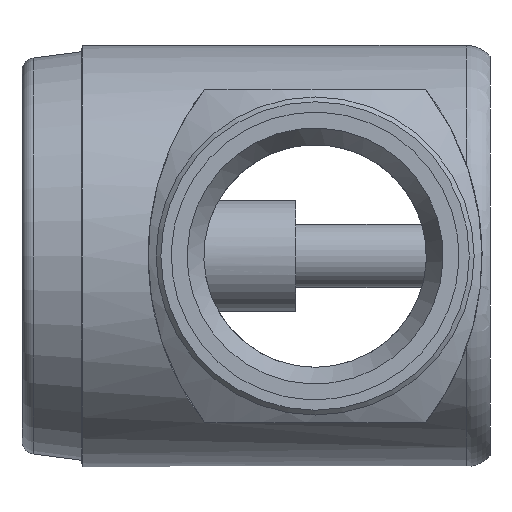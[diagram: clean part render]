
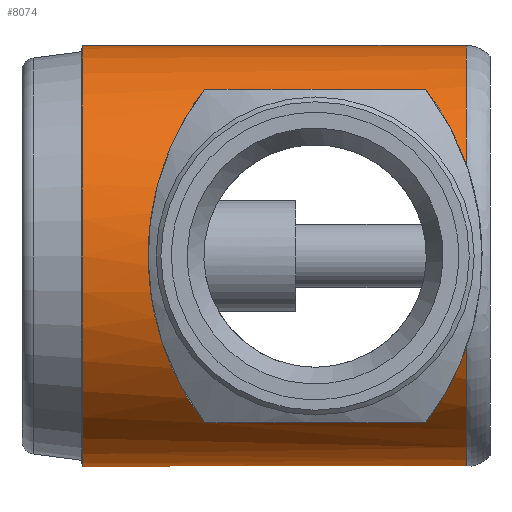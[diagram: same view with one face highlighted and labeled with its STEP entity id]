
A CAD part, left-side view. The second image highlights one B-rep face of the part: STEP entity #8074.
In plain terms, the highlighted cylindrical face has radius 13.25 mm (diameter 26.5 mm), a full revolution.
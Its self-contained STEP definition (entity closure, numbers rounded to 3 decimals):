
#485=CYLINDRICAL_SURFACE('',#8556,13.25);
#784=FACE_OUTER_BOUND('',#1255,.T.);
#1255=EDGE_LOOP('',(#6851,#6852,#6853,#6854,#6855,#6856,#6857,#6858,#6859,
#6860,#6861,#6862,#6863,#6864,#6865,#6866,#6867));
#1597=B_SPLINE_CURVE_WITH_KNOTS('',3,(#19664,#19665,#19666,#19667,#19668,
#19669),.UNSPECIFIED.,.F.,.F.,(4,2,4),(6.953,7.41,
7.595),.UNSPECIFIED.);
#1598=B_SPLINE_CURVE_WITH_KNOTS('',3,(#19673,#19674,#19675,#19676,#19677,
#19678,#19679,#19680,#19681,#19682,#19683,#19684,#19685,#19686,#19687,#19688,
#19689,#19690),.UNSPECIFIED.,.F.,.F.,(4,2,2,2,2,2,2,2,4),(0.888,
1.073,1.597,1.859,2.121,2.383,
2.645,3.168,3.353),.UNSPECIFIED.);
#1599=B_SPLINE_CURVE_WITH_KNOTS('',3,(#19693,#19694,#19695,#19696,#19697,
#19698),.UNSPECIFIED.,.F.,.F.,(4,2,4),(5.13,5.315,
5.771),.UNSPECIFIED.);
#1600=B_SPLINE_CURVE_WITH_KNOTS('',3,(#19701,#19702,#19703,#19704,#19705,
#19706),.UNSPECIFIED.,.F.,.F.,(4,2,4),(-5.771,-5.315,
-5.13),.UNSPECIFIED.);
#1601=B_SPLINE_CURVE_WITH_KNOTS('',3,(#19710,#19711,#19712,#19713,#19714,
#19715,#19716,#19717,#19718,#19719,#19720,#19721,#19722,#19723,#19724,#19725,
#19726,#19727),.UNSPECIFIED.,.F.,.F.,(4,2,2,2,2,2,2,2,4),(-3.353,
-3.168,-2.645,-2.383,-2.121,
-1.859,-1.597,-1.073,-0.888),
 .UNSPECIFIED.);
#1602=B_SPLINE_CURVE_WITH_KNOTS('',3,(#19730,#19731,#19732,#19733,#19734,
#19735),.UNSPECIFIED.,.F.,.F.,(4,2,4),(-7.595,-7.41,
-6.953),.UNSPECIFIED.);
#2266=LINE('',#19671,#2936);
#2267=LINE('',#19692,#2937);
#2268=LINE('',#19699,#2938);
#2269=LINE('',#19708,#2939);
#2270=LINE('',#19729,#2940);
#2936=VECTOR('',#9845,1000.);
#2937=VECTOR('',#9846,1000.);
#2938=VECTOR('',#9847,13.25);
#2939=VECTOR('',#9848,1000.);
#2940=VECTOR('',#9849,1000.);
#3162=CIRCLE('',#8532,13.25);
#3163=CIRCLE('',#8533,13.25);
#3176=CIRCLE('',#8553,13.25);
#3177=CIRCLE('',#8554,13.25);
#3178=CIRCLE('',#8555,13.25);
#3788=VERTEX_POINT('',#19583);
#3789=VERTEX_POINT('',#19584);
#3800=VERTEX_POINT('',#19621);
#3801=VERTEX_POINT('',#19623);
#3802=VERTEX_POINT('',#19625);
#3803=VERTEX_POINT('',#19642);
#3804=VERTEX_POINT('',#19644);
#3805=VERTEX_POINT('',#19663);
#3806=VERTEX_POINT('',#19670);
#3807=VERTEX_POINT('',#19672);
#3808=VERTEX_POINT('',#19691);
#3809=VERTEX_POINT('',#19700);
#3810=VERTEX_POINT('',#19707);
#3811=VERTEX_POINT('',#19709);
#3812=VERTEX_POINT('',#19728);
#4833=EDGE_CURVE('',#3788,#3789,#3162,.T.);
#4834=EDGE_CURVE('',#3789,#3788,#3163,.T.);
#4853=EDGE_CURVE('',#3800,#3801,#3176,.T.);
#4855=EDGE_CURVE('',#3802,#3803,#3177,.T.);
#4857=EDGE_CURVE('',#3804,#3800,#3178,.T.);
#4858=EDGE_CURVE('',#3802,#3805,#1597,.T.);
#4859=EDGE_CURVE('',#3805,#3806,#2266,.T.);
#4860=EDGE_CURVE('',#3806,#3807,#1598,.T.);
#4861=EDGE_CURVE('',#3807,#3808,#2267,.T.);
#4862=EDGE_CURVE('',#3808,#3801,#1599,.T.);
#4863=EDGE_CURVE('',#3800,#3789,#2268,.T.);
#4864=EDGE_CURVE('',#3804,#3809,#1600,.T.);
#4865=EDGE_CURVE('',#3809,#3810,#2269,.T.);
#4866=EDGE_CURVE('',#3810,#3811,#1601,.T.);
#4867=EDGE_CURVE('',#3811,#3812,#2270,.T.);
#4868=EDGE_CURVE('',#3812,#3803,#1602,.T.);
#6851=ORIENTED_EDGE('',*,*,#4855,.F.);
#6852=ORIENTED_EDGE('',*,*,#4858,.T.);
#6853=ORIENTED_EDGE('',*,*,#4859,.T.);
#6854=ORIENTED_EDGE('',*,*,#4860,.T.);
#6855=ORIENTED_EDGE('',*,*,#4861,.T.);
#6856=ORIENTED_EDGE('',*,*,#4862,.T.);
#6857=ORIENTED_EDGE('',*,*,#4853,.F.);
#6858=ORIENTED_EDGE('',*,*,#4863,.T.);
#6859=ORIENTED_EDGE('',*,*,#4834,.T.);
#6860=ORIENTED_EDGE('',*,*,#4833,.T.);
#6861=ORIENTED_EDGE('',*,*,#4863,.F.);
#6862=ORIENTED_EDGE('',*,*,#4857,.F.);
#6863=ORIENTED_EDGE('',*,*,#4864,.T.);
#6864=ORIENTED_EDGE('',*,*,#4865,.T.);
#6865=ORIENTED_EDGE('',*,*,#4866,.T.);
#6866=ORIENTED_EDGE('',*,*,#4867,.T.);
#6867=ORIENTED_EDGE('',*,*,#4868,.T.);
#8074=ADVANCED_FACE('',(#784),#485,.T.);
#8532=AXIS2_PLACEMENT_3D('',#19585,#9789,#9790);
#8533=AXIS2_PLACEMENT_3D('',#19586,#9791,#9792);
#8553=AXIS2_PLACEMENT_3D('',#19624,#9837,#9838);
#8554=AXIS2_PLACEMENT_3D('',#19643,#9839,#9840);
#8555=AXIS2_PLACEMENT_3D('',#19661,#9841,#9842);
#8556=AXIS2_PLACEMENT_3D('',#19662,#9843,#9844);
#9789=DIRECTION('center_axis',(0.,-1.,0.));
#9790=DIRECTION('ref_axis',(0.,0.,-1.));
#9791=DIRECTION('center_axis',(0.,-1.,0.));
#9792=DIRECTION('ref_axis',(0.,0.,-1.));
#9837=DIRECTION('center_axis',(0.,-1.,0.));
#9838=DIRECTION('ref_axis',(0.,0.,-1.));
#9839=DIRECTION('center_axis',(0.,-1.,0.));
#9840=DIRECTION('ref_axis',(0.,0.,-1.));
#9841=DIRECTION('center_axis',(0.,-1.,0.));
#9842=DIRECTION('ref_axis',(0.,0.,-1.));
#9843=DIRECTION('center_axis',(0.,-1.,0.));
#9844=DIRECTION('ref_axis',(0.,0.,-1.));
#9845=DIRECTION('',(0.,1.,0.));
#9846=DIRECTION('',(0.,-1.,0.));
#9847=DIRECTION('',(0.,1.,0.));
#9848=DIRECTION('',(0.,1.,0.));
#9849=DIRECTION('',(0.,-1.,0.));
#19583=CARTESIAN_POINT('',(0.,14.629,-13.25));
#19584=CARTESIAN_POINT('',(0.,14.629,13.25));
#19585=CARTESIAN_POINT('Origin',(0.,14.629,0.));
#19586=CARTESIAN_POINT('Origin',(0.,14.629,0.));
#19621=CARTESIAN_POINT('',(0.,-9.5,13.25));
#19623=CARTESIAN_POINT('',(-11.915,-9.5,5.797));
#19624=CARTESIAN_POINT('Origin',(0.,-9.5,0.));
#19625=CARTESIAN_POINT('',(-11.915,-9.5,-5.797));
#19642=CARTESIAN_POINT('',(11.915,-9.5,-5.797));
#19643=CARTESIAN_POINT('Origin',(0.,-9.5,0.));
#19644=CARTESIAN_POINT('',(11.915,-9.5,5.797));
#19661=CARTESIAN_POINT('Origin',(0.,-9.5,0.));
#19662=CARTESIAN_POINT('Origin',(0.,0.,0.));
#19663=CARTESIAN_POINT('',(-8.082,-6.949,-10.5));
#19664=CARTESIAN_POINT('Ctrl Pts',(-11.915,-9.5,-5.797));
#19665=CARTESIAN_POINT('Ctrl Pts',(-11.246,-9.011,
-7.171));
#19666=CARTESIAN_POINT('Ctrl Pts',(-10.349,-8.375,
-8.389));
#19667=CARTESIAN_POINT('Ctrl Pts',(-8.972,-7.488,
-9.766));
#19668=CARTESIAN_POINT('Ctrl Pts',(-8.542,-7.22,
-10.146));
#19669=CARTESIAN_POINT('Ctrl Pts',(-8.082,-6.949,
-10.5));
#19670=CARTESIAN_POINT('',(-8.082,6.949,-10.5));
#19671=CARTESIAN_POINT('',(-8.082,0.,-10.5));
#19672=CARTESIAN_POINT('',(-8.082,6.949,10.5));
#19673=CARTESIAN_POINT('Ctrl Pts',(-8.082,6.949,-10.5));
#19674=CARTESIAN_POINT('Ctrl Pts',(-8.542,7.22,-10.146));
#19675=CARTESIAN_POINT('Ctrl Pts',(-8.972,7.488,-9.766));
#19676=CARTESIAN_POINT('Ctrl Pts',(-10.493,8.467,-8.246));
#19677=CARTESIAN_POINT('Ctrl Pts',(-11.504,9.196,-6.806));
#19678=CARTESIAN_POINT('Ctrl Pts',(-12.54,9.961,-4.37));
#19679=CARTESIAN_POINT('Ctrl Pts',(-12.807,10.163,-3.512));
#19680=CARTESIAN_POINT('Ctrl Pts',(-13.162,10.433,-1.764));
#19681=CARTESIAN_POINT('Ctrl Pts',(-13.25,10.5,-0.873));
#19682=CARTESIAN_POINT('Ctrl Pts',(-13.25,10.5,0.873));
#19683=CARTESIAN_POINT('Ctrl Pts',(-13.162,10.433,1.764));
#19684=CARTESIAN_POINT('Ctrl Pts',(-12.807,10.163,3.512));
#19685=CARTESIAN_POINT('Ctrl Pts',(-12.54,9.961,4.37));
#19686=CARTESIAN_POINT('Ctrl Pts',(-11.504,9.196,6.806));
#19687=CARTESIAN_POINT('Ctrl Pts',(-10.493,8.467,8.246));
#19688=CARTESIAN_POINT('Ctrl Pts',(-8.972,7.488,9.766));
#19689=CARTESIAN_POINT('Ctrl Pts',(-8.542,7.22,10.146));
#19690=CARTESIAN_POINT('Ctrl Pts',(-8.082,6.949,10.5));
#19691=CARTESIAN_POINT('',(-8.082,-6.949,10.5));
#19692=CARTESIAN_POINT('',(-8.082,0.,10.5));
#19693=CARTESIAN_POINT('Ctrl Pts',(-8.082,-6.949,10.5));
#19694=CARTESIAN_POINT('Ctrl Pts',(-8.542,-7.22,10.146));
#19695=CARTESIAN_POINT('Ctrl Pts',(-8.972,-7.488,
9.766));
#19696=CARTESIAN_POINT('Ctrl Pts',(-10.349,-8.375,
8.389));
#19697=CARTESIAN_POINT('Ctrl Pts',(-11.246,-9.011,
7.171));
#19698=CARTESIAN_POINT('Ctrl Pts',(-11.915,-9.5,5.797));
#19699=CARTESIAN_POINT('',(0.,0.,13.25));
#19700=CARTESIAN_POINT('',(8.082,-6.949,10.5));
#19701=CARTESIAN_POINT('Ctrl Pts',(11.915,-9.5,5.797));
#19702=CARTESIAN_POINT('Ctrl Pts',(11.246,-9.011,7.171));
#19703=CARTESIAN_POINT('Ctrl Pts',(10.349,-8.375,8.389));
#19704=CARTESIAN_POINT('Ctrl Pts',(8.972,-7.488,9.766));
#19705=CARTESIAN_POINT('Ctrl Pts',(8.542,-7.22,10.146));
#19706=CARTESIAN_POINT('Ctrl Pts',(8.082,-6.949,10.5));
#19707=CARTESIAN_POINT('',(8.082,6.949,10.5));
#19708=CARTESIAN_POINT('',(8.082,0.,10.5));
#19709=CARTESIAN_POINT('',(8.082,6.949,-10.5));
#19710=CARTESIAN_POINT('Ctrl Pts',(8.082,6.949,10.5));
#19711=CARTESIAN_POINT('Ctrl Pts',(8.542,7.22,10.146));
#19712=CARTESIAN_POINT('Ctrl Pts',(8.972,7.488,9.766));
#19713=CARTESIAN_POINT('Ctrl Pts',(10.493,8.467,8.246));
#19714=CARTESIAN_POINT('Ctrl Pts',(11.504,9.196,6.806));
#19715=CARTESIAN_POINT('Ctrl Pts',(12.54,9.961,4.37));
#19716=CARTESIAN_POINT('Ctrl Pts',(12.807,10.163,3.512));
#19717=CARTESIAN_POINT('Ctrl Pts',(13.162,10.433,1.764));
#19718=CARTESIAN_POINT('Ctrl Pts',(13.25,10.5,0.873));
#19719=CARTESIAN_POINT('Ctrl Pts',(13.25,10.5,-0.873));
#19720=CARTESIAN_POINT('Ctrl Pts',(13.162,10.433,-1.764));
#19721=CARTESIAN_POINT('Ctrl Pts',(12.807,10.163,-3.512));
#19722=CARTESIAN_POINT('Ctrl Pts',(12.54,9.961,-4.37));
#19723=CARTESIAN_POINT('Ctrl Pts',(11.504,9.196,-6.806));
#19724=CARTESIAN_POINT('Ctrl Pts',(10.493,8.467,-8.246));
#19725=CARTESIAN_POINT('Ctrl Pts',(8.972,7.488,-9.766));
#19726=CARTESIAN_POINT('Ctrl Pts',(8.542,7.22,-10.146));
#19727=CARTESIAN_POINT('Ctrl Pts',(8.082,6.949,-10.5));
#19728=CARTESIAN_POINT('',(8.082,-6.949,-10.5));
#19729=CARTESIAN_POINT('',(8.082,0.,-10.5));
#19730=CARTESIAN_POINT('Ctrl Pts',(8.082,-6.949,-10.5));
#19731=CARTESIAN_POINT('Ctrl Pts',(8.542,-7.22,-10.146));
#19732=CARTESIAN_POINT('Ctrl Pts',(8.972,-7.488,-9.766));
#19733=CARTESIAN_POINT('Ctrl Pts',(10.349,-8.375,-8.389));
#19734=CARTESIAN_POINT('Ctrl Pts',(11.246,-9.011,-7.171));
#19735=CARTESIAN_POINT('Ctrl Pts',(11.915,-9.5,-5.797));
